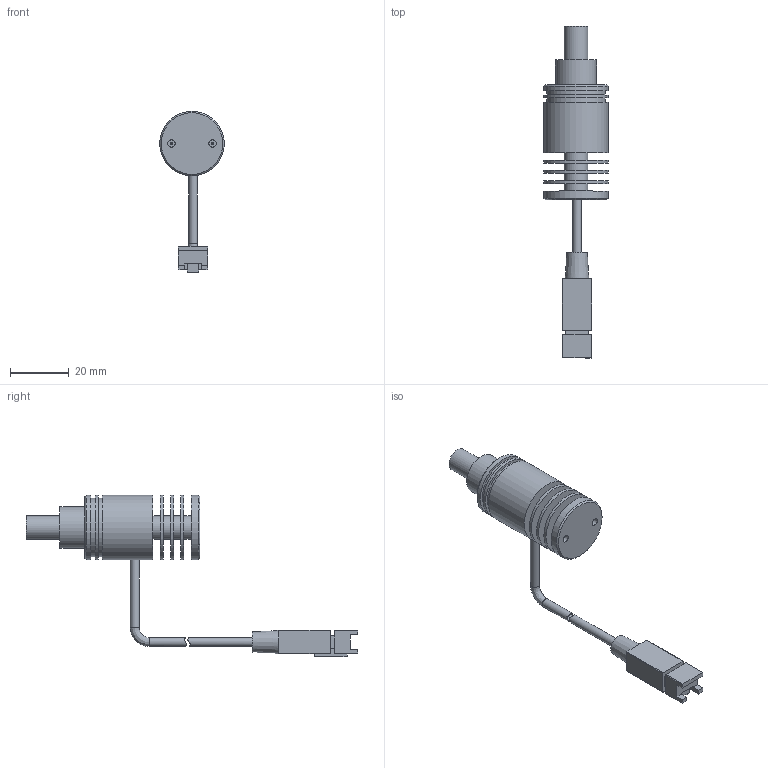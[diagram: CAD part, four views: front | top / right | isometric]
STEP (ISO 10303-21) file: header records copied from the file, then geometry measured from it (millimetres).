
FILE_DESCRIPTION (( 'STEP AP203' ), '1' );
FILE_NAME ('661002.STEP', '2024-08-13T01:25:55', ( 'Windows User' ), ( 'P R C' ), 'SwSTEP 2.0', 'SolidWorks 2020', '' );
FILE_SCHEMA (( 'CONFIG_CONTROL_DESIGN' ));
Length unit declared in the file: millimetre
Products named in the file (1): 661002
Bounding box: 22 x 112.98 x 55 mm (x, y, z)
Volume: 16031.6 mm3; surface area: 8715.3 mm2
Topology: 3 solids, 3 shells, 104 faces, 239 edges, 158 vertices
Faces by surface type: plane 69, cylinder 29, cone 5, bspline 1
Full cylindrical faces by diameter (mm): 2.5 x2, 3 x3, 6.2 x1, 8 x5, 14 x1, 20 x2, 22 x7
Entity records: 2840 total; most frequent: CARTESIAN_POINT 512, DIRECTION 468, ORIENTED_EDGE 410, EDGE_CURVE 205, AXIS2_PLACEMENT_3D 167, EDGE_LOOP 152, VERTEX_POINT 151, LINE 134
